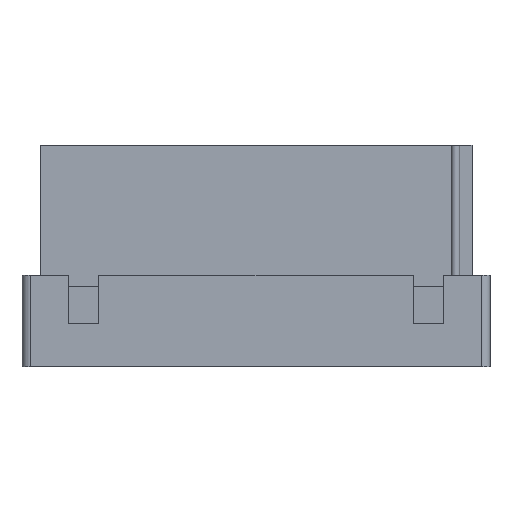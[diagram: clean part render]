
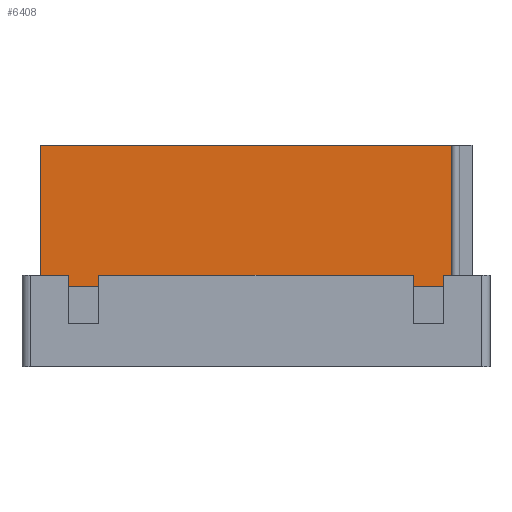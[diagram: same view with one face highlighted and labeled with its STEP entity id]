
A CAD part, front view. The second image highlights one B-rep face of the part: STEP entity #6408.
In plain terms, the highlighted planar face has unit normal (0, -1, 0).
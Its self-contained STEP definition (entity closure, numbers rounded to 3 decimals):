
#21=DIRECTION('',(1.,0.,0.));
#22=VECTOR('',#21,11.35);
#23=CARTESIAN_POINT('',(-5.675,-1.15,0.));
#24=LINE('',#23,#22);
#42=DIRECTION('',(1.,0.,0.));
#43=VECTOR('',#42,1.045);
#44=CARTESIAN_POINT('',(-7.8,-1.15,0.));
#45=LINE('',#44,#43);
#86=DIRECTION('',(1.,0.,0.));
#87=VECTOR('',#86,0.295);
#88=CARTESIAN_POINT('',(6.755,-1.15,0.));
#89=LINE('',#88,#87);
#90=DIRECTION('',(0.,0.,1.));
#91=VECTOR('',#90,4.7);
#92=CARTESIAN_POINT('',(7.05,-1.15,0.));
#93=LINE('',#92,#91);
#94=DIRECTION('',(0.,0.,1.));
#95=VECTOR('',#94,0.4);
#96=CARTESIAN_POINT('',(6.755,-1.15,-0.4));
#97=LINE('',#96,#95);
#98=DIRECTION('',(0.,0.,-1.));
#99=VECTOR('',#98,0.4);
#100=CARTESIAN_POINT('',(5.675,-1.15,0.));
#101=LINE('',#100,#99);
#102=DIRECTION('',(0.,0.,1.));
#103=VECTOR('',#102,0.4);
#104=CARTESIAN_POINT('',(-5.675,-1.15,-0.4));
#105=LINE('',#104,#103);
#106=DIRECTION('',(0.,0.,-1.));
#107=VECTOR('',#106,0.4);
#108=CARTESIAN_POINT('',(-6.755,-1.15,0.));
#109=LINE('',#108,#107);
#110=DIRECTION('',(0.,0.,-1.));
#111=VECTOR('',#110,4.7);
#112=CARTESIAN_POINT('',(-7.8,-1.15,4.7));
#113=LINE('',#112,#111);
#114=DIRECTION('',(1.,0.,0.));
#115=VECTOR('',#114,14.85);
#116=CARTESIAN_POINT('',(-7.8,-1.15,4.7));
#117=LINE('',#116,#115);
#1215=DIRECTION('',(-1.,0.,0.));
#1216=VECTOR('',#1215,1.08);
#1217=CARTESIAN_POINT('',(6.755,-1.15,-0.4));
#1218=LINE('',#1217,#1216);
#1279=DIRECTION('',(-1.,0.,0.));
#1280=VECTOR('',#1279,1.08);
#1281=CARTESIAN_POINT('',(-5.675,-1.15,-0.4));
#1282=LINE('',#1281,#1280);
#4762=CARTESIAN_POINT('',(-7.8,-1.15,4.7));
#4764=VERTEX_POINT('',#4762);
#4777=CARTESIAN_POINT('',(-7.8,-1.15,0.));
#4778=VERTEX_POINT('',#4777);
#4862=CARTESIAN_POINT('',(5.675,-1.15,0.));
#4864=VERTEX_POINT('',#4862);
#4866=CARTESIAN_POINT('',(6.755,-1.15,0.));
#4868=VERTEX_POINT('',#4866);
#4870=CARTESIAN_POINT('',(-6.755,-1.15,0.));
#4872=VERTEX_POINT('',#4870);
#4874=CARTESIAN_POINT('',(-5.675,-1.15,0.));
#4876=VERTEX_POINT('',#4874);
#4885=CARTESIAN_POINT('',(6.755,-1.15,-0.4));
#4886=CARTESIAN_POINT('',(5.675,-1.15,-0.4));
#4887=VERTEX_POINT('',#4885);
#4888=VERTEX_POINT('',#4886);
#4889=CARTESIAN_POINT('',(-5.675,-1.15,-0.4));
#4890=CARTESIAN_POINT('',(-6.755,-1.15,-0.4));
#4891=VERTEX_POINT('',#4889);
#4892=VERTEX_POINT('',#4890);
#5401=CARTESIAN_POINT('',(7.05,-1.15,0.));
#5403=VERTEX_POINT('',#5401);
#5405=CARTESIAN_POINT('',(7.05,-1.15,4.7));
#5406=VERTEX_POINT('',#5405);
#6381=CARTESIAN_POINT('',(-8.45,-1.15,4.7));
#6382=DIRECTION('',(0.,-1.,0.));
#6383=DIRECTION('',(0.,0.,-1.));
#6384=AXIS2_PLACEMENT_3D('',#6381,#6382,#6383);
#6385=PLANE('',#6384);
#6387=ORIENTED_EDGE('',*,*,#6386,.F.);
#6388=ORIENTED_EDGE('',*,*,#6357,.F.);
#6390=ORIENTED_EDGE('',*,*,#6389,.F.);
#6392=ORIENTED_EDGE('',*,*,#6391,.T.);
#6393=ORIENTED_EDGE('',*,*,#6368,.F.);
#6394=ORIENTED_EDGE('',*,*,#6315,.F.);
#6396=ORIENTED_EDGE('',*,*,#6395,.F.);
#6398=ORIENTED_EDGE('',*,*,#6397,.T.);
#6400=ORIENTED_EDGE('',*,*,#6399,.F.);
#6401=ORIENTED_EDGE('',*,*,#6335,.F.);
#6403=ORIENTED_EDGE('',*,*,#6402,.F.);
#6405=ORIENTED_EDGE('',*,*,#6404,.T.);
#6406=EDGE_LOOP('',(#6387,#6388,#6390,#6392,#6393,#6394,#6396,#6398,#6400,#6401,
#6403,#6405));
#6407=FACE_OUTER_BOUND('',#6406,.F.);
#6315=EDGE_CURVE('',#4876,#4864,#24,.T.);
#6335=EDGE_CURVE('',#4778,#4872,#45,.T.);
#6357=EDGE_CURVE('',#4868,#5403,#89,.T.);
#6368=EDGE_CURVE('',#4864,#4888,#101,.T.);
#6386=EDGE_CURVE('',#5403,#5406,#93,.T.);
#6389=EDGE_CURVE('',#4887,#4868,#97,.T.);
#6391=EDGE_CURVE('',#4887,#4888,#1218,.T.);
#6395=EDGE_CURVE('',#4891,#4876,#105,.T.);
#6397=EDGE_CURVE('',#4891,#4892,#1282,.T.);
#6399=EDGE_CURVE('',#4872,#4892,#109,.T.);
#6402=EDGE_CURVE('',#4764,#4778,#113,.T.);
#6404=EDGE_CURVE('',#4764,#5406,#117,.T.);
#6408=ADVANCED_FACE('',(#6407),#6385,.T.);
